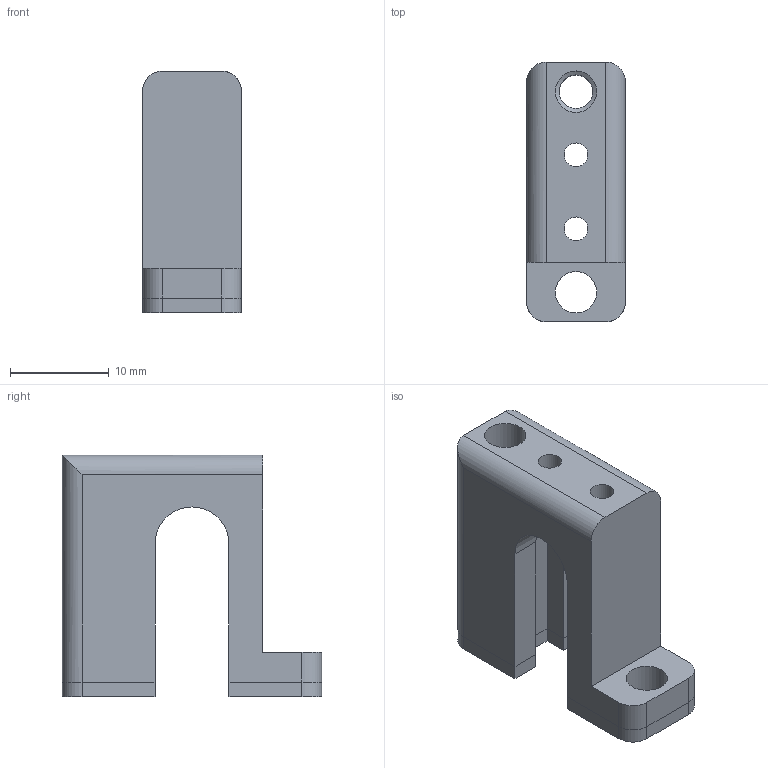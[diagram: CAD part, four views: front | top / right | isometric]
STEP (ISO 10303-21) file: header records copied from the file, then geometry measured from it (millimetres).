
FILE_DESCRIPTION(('FreeCAD Model'),'2;1');
FILE_NAME('Open CASCADE Shape Model','2025-08-25T21:01:01',(''),(''), 'Open CASCADE STEP processor 7.8','FreeCAD','Unknown');
FILE_SCHEMA(('AUTOMOTIVE_DESIGN { 1 0 10303 214 1 1 1 1 }'));
Length unit declared in the file: millimetre
Products named in the file (1): AxisScrewAdapter1
Bounding box: 10 x 26.3 x 24.5 mm (x, y, z)
Volume: 3016.5 mm3; surface area: 2609.4 mm2
Topology: 1 solids, 1 shells, 54 faces, 130 edges, 78 vertices
Faces by surface type: plane 34, cylinder 19, cone 1
Full cylindrical faces by diameter (mm): 2.4 x2, 3.4 x2, 4.2 x3
Entity records: 1573 total; most frequent: DIRECTION 269, CARTESIAN_POINT 264, ORIENTED_EDGE 260, EDGE_CURVE 130, LINE 99, VECTOR 99, AXIS2_PLACEMENT_3D 85, VERTEX_POINT 78
